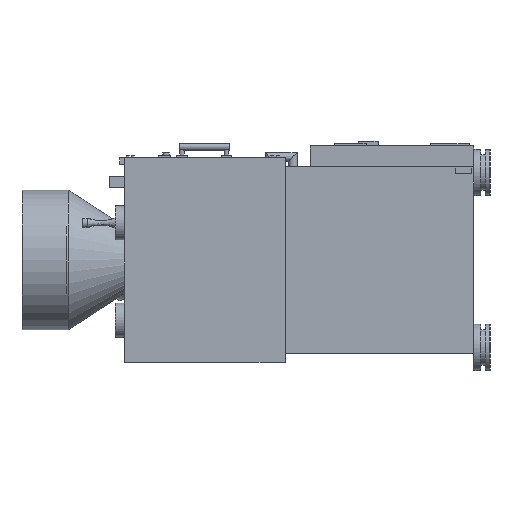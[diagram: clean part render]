
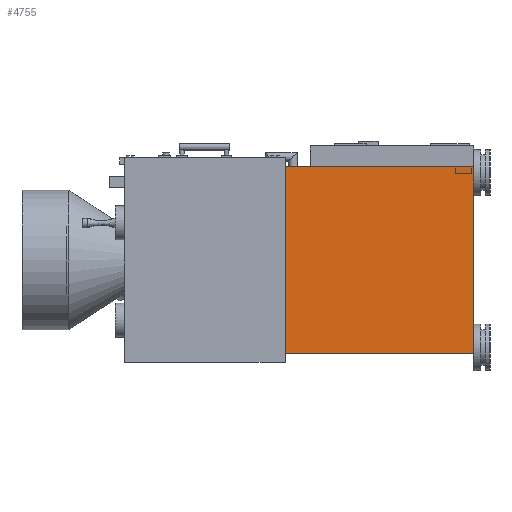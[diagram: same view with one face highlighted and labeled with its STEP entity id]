
A CAD part, left-side view. The second image highlights one B-rep face of the part: STEP entity #4755.
In plain terms, the highlighted planar face has unit normal (-1, 0, 0).
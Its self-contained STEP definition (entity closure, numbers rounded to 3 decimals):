
#3805=CARTESIAN_POINT('',(-212.482,-84.519,38.544));
#3806=VERTEX_POINT('',#3805);
#3814=CARTESIAN_POINT('',(-212.482,-84.519,-17.176));
#3815=VERTEX_POINT('',#3814);
#3816=CARTESIAN_POINT('',(-212.482,-84.519,38.544));
#3817=DIRECTION('',(0.,0.,-1.));
#3818=VECTOR('',#3817,55.72);
#3819=LINE('',#3816,#3818);
#3820=EDGE_CURVE('',#3806,#3815,#3819,.T.);
#4542=CARTESIAN_POINT('',(-212.482,-3.519,50.684));
#4543=VERTEX_POINT('',#4542);
#4550=CARTESIAN_POINT('',(-212.482,-84.519,50.684));
#4551=VERTEX_POINT('',#4550);
#4552=CARTESIAN_POINT('',(-212.482,-3.519,50.684));
#4553=DIRECTION('',(0.,-1.,0.));
#4554=VECTOR('',#4553,81.);
#4555=LINE('',#4552,#4554);
#4556=EDGE_CURVE('',#4543,#4551,#4555,.T.);
#4588=CARTESIAN_POINT('',(-212.482,-3.519,-29.316));
#4589=VERTEX_POINT('',#4588);
#4690=CARTESIAN_POINT('',(-212.482,-84.519,-29.316));
#4691=VERTEX_POINT('',#4690);
#4698=CARTESIAN_POINT('',(-212.482,-84.519,-29.316));
#4699=DIRECTION('',(0.,1.,0.));
#4700=VECTOR('',#4699,81.);
#4701=LINE('',#4698,#4700);
#4702=EDGE_CURVE('',#4691,#4589,#4701,.T.);
#4727=CARTESIAN_POINT('',(-212.482,-39.519,10.684));
#4728=DIRECTION('',(1.,0.,0.));
#4729=DIRECTION('',(0.,0.,-1.));
#4730=AXIS2_PLACEMENT_3D('',#4727,#4728,#4729);
#4731=PLANE('',#4730);
#4732=CARTESIAN_POINT('',(-212.482,-3.519,-29.316));
#4733=DIRECTION('',(0.,-0.,1.));
#4734=VECTOR('',#4733,80.);
#4735=LINE('',#4732,#4734);
#4736=EDGE_CURVE('',#4589,#4543,#4735,.T.);
#4737=ORIENTED_EDGE('',*,*,#4736,.F.);
#4738=ORIENTED_EDGE('',*,*,#4702,.F.);
#4739=CARTESIAN_POINT('',(-212.482,-84.519,-17.176));
#4740=DIRECTION('',(0.,0.,-1.));
#4741=VECTOR('',#4740,12.14);
#4742=LINE('',#4739,#4741);
#4743=EDGE_CURVE('',#3815,#4691,#4742,.T.);
#4744=ORIENTED_EDGE('',*,*,#4743,.F.);
#4745=ORIENTED_EDGE('',*,*,#3820,.F.);
#4746=CARTESIAN_POINT('',(-212.482,-84.519,50.684));
#4747=DIRECTION('',(0.,0.,-1.));
#4748=VECTOR('',#4747,12.14);
#4749=LINE('',#4746,#4748);
#4750=EDGE_CURVE('',#4551,#3806,#4749,.T.);
#4751=ORIENTED_EDGE('',*,*,#4750,.F.);
#4752=ORIENTED_EDGE('',*,*,#4556,.F.);
#4753=EDGE_LOOP('',(#4737,#4738,#4744,#4745,#4751,#4752));
#4754=FACE_BOUND('',#4753,.T.);
#4755=ADVANCED_FACE('',(#4754),#4731,.F.);
